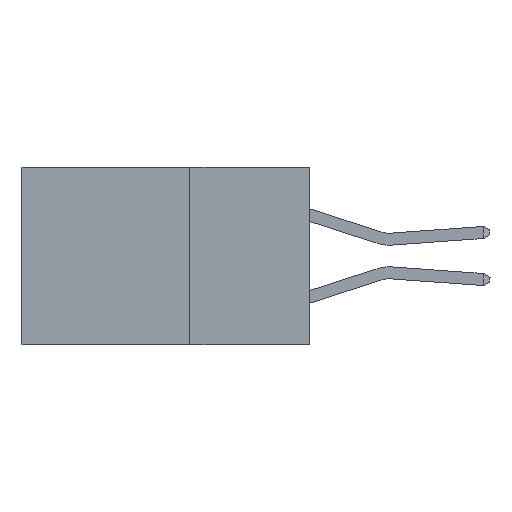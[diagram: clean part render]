
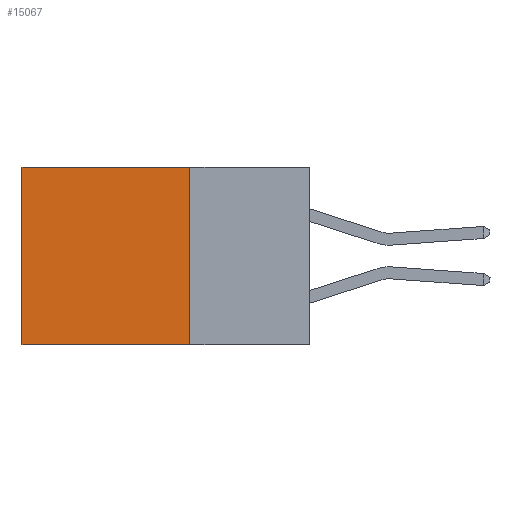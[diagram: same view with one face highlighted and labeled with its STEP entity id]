
A CAD part, left-side view. The second image highlights one B-rep face of the part: STEP entity #15067.
In plain terms, the highlighted planar face has unit normal (-1, 0, 0).
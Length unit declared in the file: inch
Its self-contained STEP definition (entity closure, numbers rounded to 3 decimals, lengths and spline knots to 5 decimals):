
#247 = VECTOR ( 'NONE', #16324, 39.37008 ) ;
#318 = VERTEX_POINT ( 'NONE', #21861 ) ;
#978 = EDGE_CURVE ( 'NONE', #11243, #2105, #10436, .T. ) ;
#1186 = CARTESIAN_POINT ( 'NONE',  ( 0.2615, 0.25, -0.37 ) ) ;
#1574 = DIRECTION ( 'NONE',  ( 0., 0., -1. ) ) ;
#2105 = VERTEX_POINT ( 'NONE', #14883 ) ;
#2160 = ORIENTED_EDGE ( 'NONE', *, *, #978, .T. ) ;
#2306 = CARTESIAN_POINT ( 'NONE',  ( 0.2615, 0.25, -0.37 ) ) ;
#3251 = VERTEX_POINT ( 'NONE', #1186 ) ;
#3542 = VECTOR ( 'NONE', #7671, 39.37008 ) ;
#3741 = DIRECTION ( 'NONE',  ( 0., 1., 0. ) ) ;
#4099 = EDGE_CURVE ( 'NONE', #3251, #318, #19527, .T. ) ;
#4499 = LINE ( 'NONE', #18479, #23687 ) ;
#5734 = CARTESIAN_POINT ( 'NONE',  ( 0.2615, 0.25, -0.37 ) ) ;
#6396 = EDGE_CURVE ( 'NONE', #2105, #318, #4499, .T. ) ;
#6807 = ORIENTED_EDGE ( 'NONE', *, *, #4099, .F. ) ;
#7671 = DIRECTION ( 'NONE',  ( 0., 0., -1. ) ) ;
#7992 = ORIENTED_EDGE ( 'NONE', *, *, #6396, .T. ) ;
#10436 = LINE ( 'NONE', #16410, #247 ) ;
#11116 = CARTESIAN_POINT ( 'NONE',  ( 0.2615, 0.25, -0.37 ) ) ;
#11243 = VERTEX_POINT ( 'NONE', #13862 ) ;
#12988 = DIRECTION ( 'NONE',  ( 1., 0., 0. ) ) ;
#13862 = CARTESIAN_POINT ( 'NONE',  ( 0.2615, 0.25, 0. ) ) ;
#14360 = EDGE_LOOP ( 'NONE', ( #7992, #6807, #15161, #2160 ) ) ;
#14883 = CARTESIAN_POINT ( 'NONE',  ( 0.2615, 0.6, 0. ) ) ;
#15067 = ADVANCED_FACE ( 'NONE', ( #16670 ), #22118, .F. ) ;
#15161 = ORIENTED_EDGE ( 'NONE', *, *, #23086, .F. ) ;
#16324 = DIRECTION ( 'NONE',  ( 0., 1., 0. ) ) ;
#16410 = CARTESIAN_POINT ( 'NONE',  ( 0.2615, 0.25, 0. ) ) ;
#16670 = FACE_OUTER_BOUND ( 'NONE', #14360, .T. ) ;
#17373 = LINE ( 'NONE', #5734, #3542 ) ;
#18479 = CARTESIAN_POINT ( 'NONE',  ( 0.2615, 0.6, -0.37 ) ) ;
#18936 = VECTOR ( 'NONE', #3741, 39.37008 ) ;
#19527 = LINE ( 'NONE', #2306, #18936 ) ;
#20002 = AXIS2_PLACEMENT_3D ( 'NONE', #11116, #12988, #1574 ) ;
#21861 = CARTESIAN_POINT ( 'NONE',  ( 0.2615, 0.6, -0.37 ) ) ;
#22118 = PLANE ( 'NONE',  #20002 ) ;
#22163 = DIRECTION ( 'NONE',  ( 0., 0., -1. ) ) ;
#23086 = EDGE_CURVE ( 'NONE', #11243, #3251, #17373, .T. ) ;
#23687 = VECTOR ( 'NONE', #22163, 39.37008 ) ;
